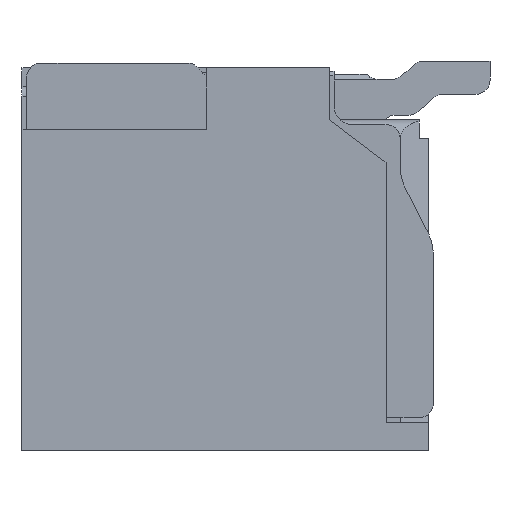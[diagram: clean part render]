
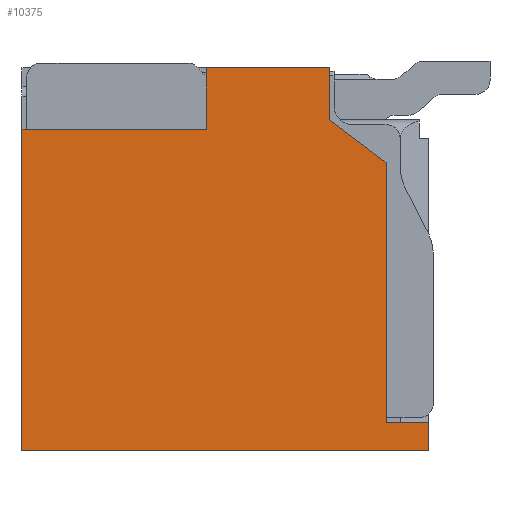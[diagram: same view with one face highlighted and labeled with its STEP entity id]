
A CAD part, left-side view. The second image highlights one B-rep face of the part: STEP entity #10375.
In plain terms, the highlighted planar face has unit normal (-1, 0, 0).
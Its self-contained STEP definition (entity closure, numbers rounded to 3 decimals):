
#109 = CARTESIAN_POINT ( 'NONE',  ( -4.75, -1.1, 1.475 ) ) ;
#343 = DIRECTION ( 'NONE',  ( 0., 0., -1. ) ) ;
#941 = EDGE_CURVE ( 'NONE', #4544, #3190, #10007, .T. ) ;
#1000 = EDGE_CURVE ( 'NONE', #1533, #1302, #11734, .T. ) ;
#1302 = VERTEX_POINT ( 'NONE', #4784 ) ;
#1533 = VERTEX_POINT ( 'NONE', #5258 ) ;
#1552 = CARTESIAN_POINT ( 'NONE',  ( -4.75, 0., 0. ) ) ;
#1716 = CARTESIAN_POINT ( 'NONE',  ( -4.75, -1.7, -1.725 ) ) ;
#2251 = LINE ( 'NONE', #4166, #11307 ) ;
#2552 = DIRECTION ( 'NONE',  ( 0., -1., 0. ) ) ;
#2833 = CARTESIAN_POINT ( 'NONE',  ( -4.75, 0.2, 1.375 ) ) ;
#2859 = DIRECTION ( 'NONE',  ( 0., 0., 1. ) ) ;
#3190 = VERTEX_POINT ( 'NONE', #6146 ) ;
#3197 = ORIENTED_EDGE ( 'NONE', *, *, #13455, .F. ) ;
#3331 = ORIENTED_EDGE ( 'NONE', *, *, #14625, .F. ) ;
#3376 = CARTESIAN_POINT ( 'NONE',  ( -4.75, -2.15, -2.025 ) ) ;
#3626 = ORIENTED_EDGE ( 'NONE', *, *, #15948, .F. ) ;
#3715 = VERTEX_POINT ( 'NONE', #20963 ) ;
#4166 = CARTESIAN_POINT ( 'NONE',  ( -4.75, 0., 1.375 ) ) ;
#4544 = VERTEX_POINT ( 'NONE', #14909 ) ;
#4632 = LINE ( 'NONE', #6251, #13335 ) ;
#4784 = CARTESIAN_POINT ( 'NONE',  ( -4.75, -1.1, 1.475 ) ) ;
#5258 = CARTESIAN_POINT ( 'NONE',  ( -4.75, -1.1, 2.025 ) ) ;
#5329 = LINE ( 'NONE', #9990, #17187 ) ;
#5429 = DIRECTION ( 'NONE',  ( 0., 0., 1. ) ) ;
#5611 = CARTESIAN_POINT ( 'NONE',  ( -4.75, 0., -2.025 ) ) ;
#6133 = EDGE_LOOP ( 'NONE', ( #3331, #15484, #6366, #18298, #3626, #18647, #12253, #3197, #9440, #20473 ) ) ;
#6146 = CARTESIAN_POINT ( 'NONE',  ( -4.75, 2.15, 1.375 ) ) ;
#6251 = CARTESIAN_POINT ( 'NONE',  ( -4.75, 0., 2.025 ) ) ;
#6265 = VERTEX_POINT ( 'NONE', #20753 ) ;
#6366 = ORIENTED_EDGE ( 'NONE', *, *, #12584, .F. ) ;
#6399 = DIRECTION ( 'NONE',  ( 1., 0., 0. ) ) ;
#6687 = DIRECTION ( 'NONE',  ( 0., -0.8, -0.6 ) ) ;
#7044 = LINE ( 'NONE', #5611, #9354 ) ;
#7531 = EDGE_CURVE ( 'NONE', #3715, #18680, #16639, .T. ) ;
#8048 = VECTOR ( 'NONE', #8603, 1000. ) ;
#8541 = CARTESIAN_POINT ( 'NONE',  ( -4.75, -1.7, 0. ) ) ;
#8603 = DIRECTION ( 'NONE',  ( 0., 0., -1. ) ) ;
#8646 = EDGE_CURVE ( 'NONE', #6265, #1533, #4632, .T. ) ;
#8698 = CARTESIAN_POINT ( 'NONE',  ( -4.75, 2.15, 0. ) ) ;
#9354 = VECTOR ( 'NONE', #17095, 1000. ) ;
#9440 = ORIENTED_EDGE ( 'NONE', *, *, #12306, .F. ) ;
#9600 = EDGE_CURVE ( 'NONE', #17895, #14091, #12342, .T. ) ;
#9961 = FACE_OUTER_BOUND ( 'NONE', #6133, .T. ) ;
#9990 = CARTESIAN_POINT ( 'NONE',  ( -4.75, 0., -1.725 ) ) ;
#10007 = LINE ( 'NONE', #8698, #13901 ) ;
#10082 = DIRECTION ( 'NONE',  ( 0., -1., 0. ) ) ;
#10102 = CARTESIAN_POINT ( 'NONE',  ( -4.75, -1.1, 0. ) ) ;
#10375 = ADVANCED_FACE ( 'NONE', ( #9961 ), #16328, .F. ) ;
#11276 = DIRECTION ( 'NONE',  ( 0., 0., -1. ) ) ;
#11307 = VECTOR ( 'NONE', #2552, 1000. ) ;
#11734 = LINE ( 'NONE', #10102, #8048 ) ;
#12253 = ORIENTED_EDGE ( 'NONE', *, *, #8646, .F. ) ;
#12306 = EDGE_CURVE ( 'NONE', #3190, #13866, #2251, .T. ) ;
#12342 = LINE ( 'NONE', #20177, #15371 ) ;
#12584 = EDGE_CURVE ( 'NONE', #18680, #14091, #5329, .T. ) ;
#12678 = LINE ( 'NONE', #19332, #20189 ) ;
#13335 = VECTOR ( 'NONE', #19506, 1000. ) ;
#13455 = EDGE_CURVE ( 'NONE', #13866, #6265, #12678, .T. ) ;
#13866 = VERTEX_POINT ( 'NONE', #2833 ) ;
#13901 = VECTOR ( 'NONE', #16924, 1000. ) ;
#14091 = VERTEX_POINT ( 'NONE', #16262 ) ;
#14625 = EDGE_CURVE ( 'NONE', #17895, #4544, #7044, .T. ) ;
#14878 = VECTOR ( 'NONE', #343, 1000. ) ;
#14881 = LINE ( 'NONE', #109, #18055 ) ;
#14909 = CARTESIAN_POINT ( 'NONE',  ( -4.75, 2.15, -2.025 ) ) ;
#15371 = VECTOR ( 'NONE', #5429, 1000. ) ;
#15484 = ORIENTED_EDGE ( 'NONE', *, *, #9600, .T. ) ;
#15948 = EDGE_CURVE ( 'NONE', #1302, #3715, #14881, .T. ) ;
#16262 = CARTESIAN_POINT ( 'NONE',  ( -4.75, -2.15, -1.725 ) ) ;
#16328 = PLANE ( 'NONE',  #21117 ) ;
#16639 = LINE ( 'NONE', #8541, #14878 ) ;
#16924 = DIRECTION ( 'NONE',  ( 0., 0., 1. ) ) ;
#17095 = DIRECTION ( 'NONE',  ( 0., 1., 0. ) ) ;
#17187 = VECTOR ( 'NONE', #10082, 1000. ) ;
#17895 = VERTEX_POINT ( 'NONE', #3376 ) ;
#18055 = VECTOR ( 'NONE', #6687, 1000. ) ;
#18298 = ORIENTED_EDGE ( 'NONE', *, *, #7531, .F. ) ;
#18647 = ORIENTED_EDGE ( 'NONE', *, *, #1000, .F. ) ;
#18680 = VERTEX_POINT ( 'NONE', #1716 ) ;
#19332 = CARTESIAN_POINT ( 'NONE',  ( -4.75, 0.2, 0. ) ) ;
#19506 = DIRECTION ( 'NONE',  ( 0., -1., 0. ) ) ;
#20177 = CARTESIAN_POINT ( 'NONE',  ( -4.75, -2.15, -0.375 ) ) ;
#20189 = VECTOR ( 'NONE', #2859, 1000. ) ;
#20473 = ORIENTED_EDGE ( 'NONE', *, *, #941, .F. ) ;
#20753 = CARTESIAN_POINT ( 'NONE',  ( -4.75, 0.2, 2.025 ) ) ;
#20963 = CARTESIAN_POINT ( 'NONE',  ( -4.75, -1.7, 1.025 ) ) ;
#21117 = AXIS2_PLACEMENT_3D ( 'NONE', #1552, #6399, #11276 ) ;
